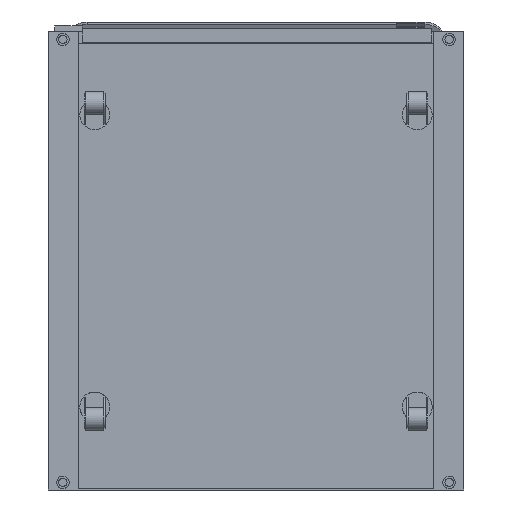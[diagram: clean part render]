
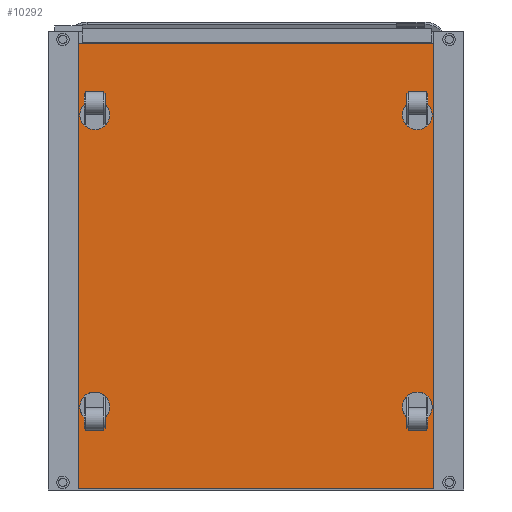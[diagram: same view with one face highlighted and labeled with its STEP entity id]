
A CAD part, front view. The second image highlights one B-rep face of the part: STEP entity #10292.
In plain terms, the highlighted planar face has unit normal (0, -1, 0).
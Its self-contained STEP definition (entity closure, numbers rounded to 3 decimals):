
#722=FACE_OUTER_BOUND('',#1352,.T.);
#1352=EDGE_LOOP('',(#7887,#7888,#7889,#7890));
#2281=LINE('',#15844,#3511);
#2285=LINE('',#15852,#3515);
#2286=LINE('',#15854,#3516);
#2287=LINE('',#15855,#3517);
#3511=VECTOR('',#12825,10.);
#3515=VECTOR('',#12831,10.);
#3516=VECTOR('',#12832,10.);
#3517=VECTOR('',#12833,10.);
#4625=VERTEX_POINT('',#15842);
#4626=VERTEX_POINT('',#15843);
#4629=VERTEX_POINT('',#15851);
#4630=VERTEX_POINT('',#15853);
#5799=EDGE_CURVE('',#4625,#4626,#2281,.T.);
#5803=EDGE_CURVE('',#4629,#4626,#2285,.T.);
#5804=EDGE_CURVE('',#4630,#4629,#2286,.T.);
#5805=EDGE_CURVE('',#4625,#4630,#2287,.T.);
#7887=ORIENTED_EDGE('',*,*,#5803,.F.);
#7888=ORIENTED_EDGE('',*,*,#5804,.F.);
#7889=ORIENTED_EDGE('',*,*,#5805,.F.);
#7890=ORIENTED_EDGE('',*,*,#5799,.T.);
#9721=PLANE('',#11104);
#10292=ADVANCED_FACE('',(#722),#9721,.T.);
#11104=AXIS2_PLACEMENT_3D('',#15850,#12829,#12830);
#12825=DIRECTION('',(-1.,0.,0.));
#12829=DIRECTION('center_axis',(0.,-1.,0.));
#12830=DIRECTION('ref_axis',(0.,0.,-1.));
#12831=DIRECTION('',(0.,0.,1.));
#12832=DIRECTION('',(-1.,0.,0.));
#12833=DIRECTION('',(0.,0.,-1.));
#15842=CARTESIAN_POINT('',(256.5,-312.,314.5));
#15843=CARTESIAN_POINT('',(-256.5,-312.,314.5));
#15844=CARTESIAN_POINT('',(256.5,-312.,314.5));
#15850=CARTESIAN_POINT('Origin',(0.,-312.,-7.25));
#15851=CARTESIAN_POINT('',(-256.5,-312.,-329.));
#15852=CARTESIAN_POINT('',(-256.5,-312.,161.875));
#15853=CARTESIAN_POINT('',(256.5,-312.,-329.));
#15854=CARTESIAN_POINT('',(0.,-312.,-329.));
#15855=CARTESIAN_POINT('',(256.5,-312.,161.875));
